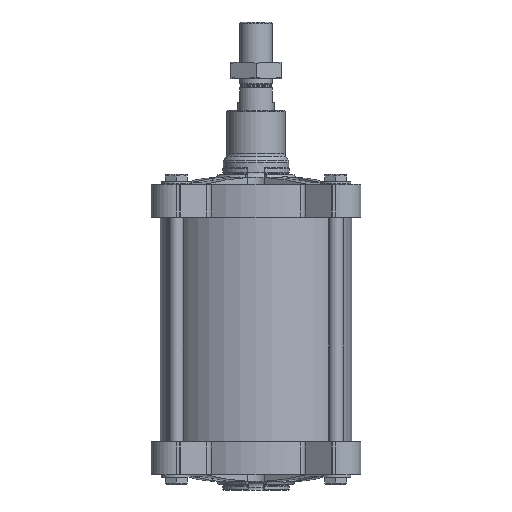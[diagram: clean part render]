
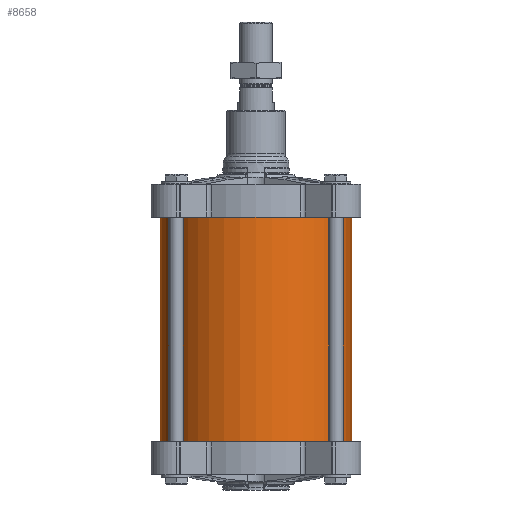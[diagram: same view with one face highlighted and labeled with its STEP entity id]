
A CAD part, front view. The second image highlights one B-rep face of the part: STEP entity #8658.
In plain terms, the highlighted cylindrical face has radius 105 mm (diameter 210 mm), a full revolution.
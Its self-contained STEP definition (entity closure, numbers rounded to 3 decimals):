
#374=CYLINDRICAL_SURFACE('',#9559,105.);
#2585=ORIENTED_EDGE('',*,*,#4769,.F.);
#2586=ORIENTED_EDGE('',*,*,#4770,.F.);
#2587=ORIENTED_EDGE('',*,*,#4346,.F.);
#2588=ORIENTED_EDGE('',*,*,#4771,.F.);
#2589=ORIENTED_EDGE('',*,*,#4338,.F.);
#2590=ORIENTED_EDGE('',*,*,#4772,.F.);
#2591=ORIENTED_EDGE('',*,*,#4342,.F.);
#2592=ORIENTED_EDGE('',*,*,#4773,.F.);
#2593=ORIENTED_EDGE('',*,*,#4425,.T.);
#2594=ORIENTED_EDGE('',*,*,#4767,.T.);
#2595=ORIENTED_EDGE('',*,*,#4646,.T.);
#2596=ORIENTED_EDGE('',*,*,#4766,.T.);
#2597=ORIENTED_EDGE('',*,*,#4405,.T.);
#2598=ORIENTED_EDGE('',*,*,#4765,.T.);
#2599=ORIENTED_EDGE('',*,*,#4415,.T.);
#2600=ORIENTED_EDGE('',*,*,#4768,.T.);
#4338=EDGE_CURVE('',#5581,#5579,#6393,.T.);
#4342=EDGE_CURVE('',#5585,#5583,#6397,.T.);
#4346=EDGE_CURVE('',#5589,#5587,#6401,.T.);
#4405=EDGE_CURVE('',#5642,#5643,#6421,.F.);
#4415=EDGE_CURVE('',#5652,#5653,#6427,.F.);
#4425=EDGE_CURVE('',#5662,#5663,#6433,.F.);
#4646=EDGE_CURVE('',#5785,#5761,#6532,.F.);
#4765=EDGE_CURVE('',#5643,#5652,#6600,.T.);
#4766=EDGE_CURVE('',#5761,#5642,#6601,.T.);
#4767=EDGE_CURVE('',#5663,#5785,#6602,.T.);
#4768=EDGE_CURVE('',#5653,#5662,#6603,.T.);
#4769=EDGE_CURVE('',#5890,#5891,#6604,.T.);
#4770=EDGE_CURVE('',#5587,#5890,#6605,.T.);
#4771=EDGE_CURVE('',#5579,#5589,#6606,.T.);
#4772=EDGE_CURVE('',#5583,#5581,#6607,.T.);
#4773=EDGE_CURVE('',#5891,#5585,#6608,.T.);
#5579=VERTEX_POINT('',#13585);
#5581=VERTEX_POINT('',#13589);
#5583=VERTEX_POINT('',#13594);
#5585=VERTEX_POINT('',#13598);
#5587=VERTEX_POINT('',#13603);
#5589=VERTEX_POINT('',#13607);
#5642=VERTEX_POINT('',#13821);
#5643=VERTEX_POINT('',#13822);
#5652=VERTEX_POINT('',#13842);
#5653=VERTEX_POINT('',#13843);
#5662=VERTEX_POINT('',#13863);
#5663=VERTEX_POINT('',#13864);
#5761=VERTEX_POINT('',#14246);
#5785=VERTEX_POINT('',#14317);
#5890=VERTEX_POINT('',#14706);
#5891=VERTEX_POINT('',#14707);
#6393=CIRCLE('',#9218,105.);
#6397=CIRCLE('',#9223,105.);
#6401=CIRCLE('',#9228,105.);
#6421=CIRCLE('',#9263,105.);
#6427=CIRCLE('',#9270,105.);
#6433=CIRCLE('',#9277,105.);
#6532=CIRCLE('',#9427,105.);
#6600=CIRCLE('',#9552,105.);
#6601=CIRCLE('',#9554,105.);
#6602=CIRCLE('',#9556,105.);
#6603=CIRCLE('',#9558,105.);
#6604=CIRCLE('',#9560,105.);
#6605=CIRCLE('',#9561,105.);
#6606=CIRCLE('',#9562,105.);
#6607=CIRCLE('',#9563,105.);
#6608=CIRCLE('',#9564,105.);
#7013=EDGE_LOOP('',(#2585,#2586,#2587,#2588,#2589,#2590,#2591,#2592));
#7014=EDGE_LOOP('',(#2593,#2594,#2595,#2596,#2597,#2598,#2599,#2600));
#7722=FACE_BOUND('',#7013,.T.);
#7723=FACE_BOUND('',#7014,.T.);
#8658=ADVANCED_FACE('',(#7722,#7723),#374,.T.);
#9218=AXIS2_PLACEMENT_3D('',#13590,#10501,#10502);
#9223=AXIS2_PLACEMENT_3D('',#13599,#10511,#10512);
#9228=AXIS2_PLACEMENT_3D('',#13608,#10521,#10522);
#9263=AXIS2_PLACEMENT_3D('',#13820,#10617,#10618);
#9270=AXIS2_PLACEMENT_3D('',#13841,#10635,#10636);
#9277=AXIS2_PLACEMENT_3D('',#13862,#10653,#10654);
#9427=AXIS2_PLACEMENT_3D('',#14426,#11048,#11049);
#9552=AXIS2_PLACEMENT_3D('',#14697,#11343,#11344);
#9554=AXIS2_PLACEMENT_3D('',#14699,#11347,#11348);
#9556=AXIS2_PLACEMENT_3D('',#14701,#11351,#11352);
#9558=AXIS2_PLACEMENT_3D('',#14703,#11355,#11356);
#9559=AXIS2_PLACEMENT_3D('',#14704,#11357,#11358);
#9560=AXIS2_PLACEMENT_3D('',#14705,#11359,#11360);
#9561=AXIS2_PLACEMENT_3D('',#14708,#11361,#11362);
#9562=AXIS2_PLACEMENT_3D('',#14709,#11363,#11364);
#9563=AXIS2_PLACEMENT_3D('',#14710,#11365,#11366);
#9564=AXIS2_PLACEMENT_3D('',#14711,#11367,#11368);
#10501=DIRECTION('',(0.,0.,-1.));
#10502=DIRECTION('',(-1.,0.,0.));
#10511=DIRECTION('',(0.,0.,-1.));
#10512=DIRECTION('',(-1.,0.,0.));
#10521=DIRECTION('',(0.,0.,-1.));
#10522=DIRECTION('',(-1.,0.,0.));
#10617=DIRECTION('',(0.,0.,1.));
#10618=DIRECTION('',(1.,0.,0.));
#10635=DIRECTION('',(0.,0.,1.));
#10636=DIRECTION('',(1.,0.,0.));
#10653=DIRECTION('',(0.,0.,1.));
#10654=DIRECTION('',(1.,0.,0.));
#11048=DIRECTION('',(0.,0.,1.));
#11049=DIRECTION('',(1.,0.,0.));
#11343=DIRECTION('',(0.,0.,-1.));
#11344=DIRECTION('',(-1.,0.,0.));
#11347=DIRECTION('',(0.,0.,-1.));
#11348=DIRECTION('',(-1.,0.,0.));
#11351=DIRECTION('',(0.,0.,-1.));
#11352=DIRECTION('',(-1.,0.,0.));
#11355=DIRECTION('',(0.,0.,-1.));
#11356=DIRECTION('',(-1.,0.,0.));
#11357=DIRECTION('',(0.,0.,-1.));
#11358=DIRECTION('',(-1.,0.,0.));
#11359=DIRECTION('',(0.,0.,-1.));
#11360=DIRECTION('',(-1.,0.,0.));
#11361=DIRECTION('',(0.,0.,-1.));
#11362=DIRECTION('',(-1.,0.,0.));
#11363=DIRECTION('',(0.,0.,-1.));
#11364=DIRECTION('',(-1.,0.,0.));
#11365=DIRECTION('',(0.,0.,-1.));
#11366=DIRECTION('',(-1.,0.,0.));
#11367=DIRECTION('',(0.,0.,-1.));
#11368=DIRECTION('',(-1.,0.,0.));
#13585=CARTESIAN_POINT('',(-51.423,-91.546,-293.3));
#13589=CARTESIAN_POINT('',(51.423,-91.546,-293.3));
#13590=CARTESIAN_POINT('',(0.,0.,-293.3));
#13594=CARTESIAN_POINT('',(91.546,-51.423,-293.3));
#13598=CARTESIAN_POINT('',(91.546,51.423,-293.3));
#13599=CARTESIAN_POINT('',(0.,0.,-293.3));
#13603=CARTESIAN_POINT('',(-91.546,51.423,-293.3));
#13607=CARTESIAN_POINT('',(-91.546,-51.423,-293.3));
#13608=CARTESIAN_POINT('',(0.,0.,-293.3));
#13820=CARTESIAN_POINT('',(0.,0.,-46.9));
#13821=CARTESIAN_POINT('',(91.546,-51.423,-46.9));
#13822=CARTESIAN_POINT('',(51.423,-91.546,-46.9));
#13841=CARTESIAN_POINT('',(0.,0.,-46.9));
#13842=CARTESIAN_POINT('',(-51.423,-91.546,-46.9));
#13843=CARTESIAN_POINT('',(-91.546,-51.423,-46.9));
#13862=CARTESIAN_POINT('',(0.,0.,-46.9));
#13863=CARTESIAN_POINT('',(-91.546,51.423,-46.9));
#13864=CARTESIAN_POINT('',(-9.156,104.6,-46.9));
#14246=CARTESIAN_POINT('',(91.546,51.423,-46.9));
#14317=CARTESIAN_POINT('',(9.156,104.6,-46.9));
#14426=CARTESIAN_POINT('',(0.,0.,-46.9));
#14697=CARTESIAN_POINT('',(0.,0.,-46.9));
#14699=CARTESIAN_POINT('',(0.,0.,-46.9));
#14701=CARTESIAN_POINT('',(0.,0.,-46.9));
#14703=CARTESIAN_POINT('',(0.,0.,-46.9));
#14704=CARTESIAN_POINT('',(0.,0.,-293.3));
#14705=CARTESIAN_POINT('',(0.,0.,-293.3));
#14706=CARTESIAN_POINT('',(-9.156,104.6,-293.3));
#14707=CARTESIAN_POINT('',(9.156,104.6,-293.3));
#14708=CARTESIAN_POINT('',(0.,0.,-293.3));
#14709=CARTESIAN_POINT('',(0.,0.,-293.3));
#14710=CARTESIAN_POINT('',(0.,0.,-293.3));
#14711=CARTESIAN_POINT('',(0.,0.,-293.3));
